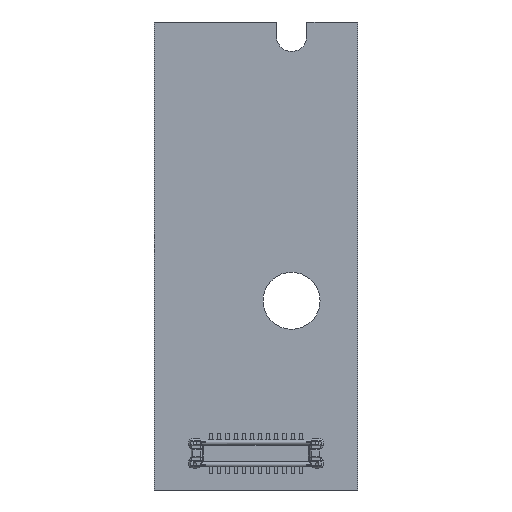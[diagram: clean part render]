
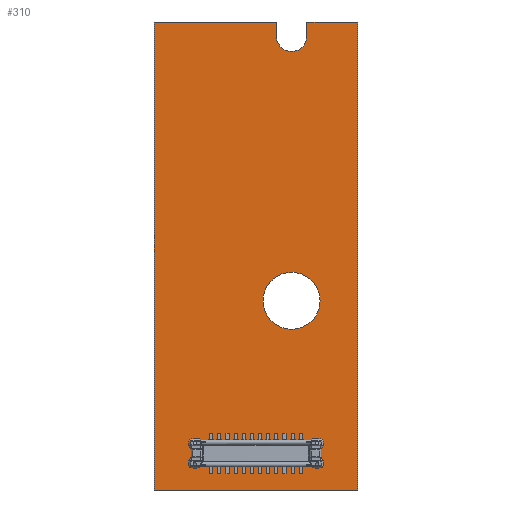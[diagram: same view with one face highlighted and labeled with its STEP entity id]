
A CAD part, front view. The second image highlights one B-rep face of the part: STEP entity #310.
In plain terms, the highlighted planar face has unit normal (0, -1, 0).
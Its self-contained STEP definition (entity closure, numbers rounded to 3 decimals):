
#25=DIRECTION('',(0.,0.,-1.));
#26=VECTOR('',#25,0.7);
#27=CARTESIAN_POINT('',(6.,0.,0.));
#28=LINE('',#27,#26);
#32=CARTESIAN_POINT('',(6.75,0.,-0.7));
#33=DIRECTION('',(0.,1.,0.));
#34=DIRECTION('',(1.,0.,0.));
#35=AXIS2_PLACEMENT_3D('',#32,#33,#34);
#40=DIRECTION('',(0.,0.,-1.));
#41=VECTOR('',#40,0.7);
#42=CARTESIAN_POINT('',(7.5,0.,0.));
#43=LINE('',#42,#41);
#47=DIRECTION('',(1.,0.,0.));
#48=VECTOR('',#47,2.5);
#49=CARTESIAN_POINT('',(7.5,0.,0.));
#50=LINE('',#49,#48);
#54=DIRECTION('',(0.,0.,-1.));
#55=VECTOR('',#54,23.);
#56=CARTESIAN_POINT('',(10.,0.,0.));
#57=LINE('',#56,#55);
#61=DIRECTION('',(-1.,0.,0.));
#62=VECTOR('',#61,10.);
#63=CARTESIAN_POINT('',(10.,0.,-23.));
#64=LINE('',#63,#62);
#68=DIRECTION('',(0.,0.,1.));
#69=VECTOR('',#68,23.);
#70=CARTESIAN_POINT('',(0.,0.,-23.));
#71=LINE('',#70,#69);
#75=DIRECTION('',(1.,0.,0.));
#76=VECTOR('',#75,6.);
#77=CARTESIAN_POINT('',(0.,0.,0.));
#78=LINE('',#77,#76);
#82=CARTESIAN_POINT('',(6.75,0.,-13.7));
#83=DIRECTION('',(0.,1.,0.));
#84=DIRECTION('',(1.,0.,0.));
#85=AXIS2_PLACEMENT_3D('',#82,#83,#84);
#90=CARTESIAN_POINT('',(6.75,0.,-13.7));
#91=DIRECTION('',(0.,1.,0.));
#92=DIRECTION('',(-1.,0.,0.));
#93=AXIS2_PLACEMENT_3D('',#90,#91,#92);
#241=CARTESIAN_POINT('',(10.,0.,0.));
#242=CARTESIAN_POINT('',(10.,0.,-23.));
#243=VERTEX_POINT('',#241);
#244=VERTEX_POINT('',#242);
#245=CARTESIAN_POINT('',(0.,0.,-23.));
#246=VERTEX_POINT('',#245);
#247=CARTESIAN_POINT('',(0.,0.,0.));
#248=VERTEX_POINT('',#247);
#257=CARTESIAN_POINT('',(6.,0.,0.));
#258=CARTESIAN_POINT('',(6.,0.,-0.7));
#259=VERTEX_POINT('',#257);
#260=VERTEX_POINT('',#258);
#261=CARTESIAN_POINT('',(7.5,0.,0.));
#262=CARTESIAN_POINT('',(7.5,0.,-0.7));
#263=VERTEX_POINT('',#261);
#264=VERTEX_POINT('',#262);
#273=CARTESIAN_POINT('',(8.15,0.,-13.7));
#274=CARTESIAN_POINT('',(5.35,0.,-13.7));
#275=VERTEX_POINT('',#273);
#276=VERTEX_POINT('',#274);
#281=CARTESIAN_POINT('',(0.,0.,0.));
#282=DIRECTION('',(0.,1.,0.));
#283=DIRECTION('',(1.,0.,0.));
#284=AXIS2_PLACEMENT_3D('',#281,#282,#283);
#285=PLANE('',#284);
#287=ORIENTED_EDGE('',*,*,#286,.T.);
#289=ORIENTED_EDGE('',*,*,#288,.F.);
#291=ORIENTED_EDGE('',*,*,#290,.F.);
#293=ORIENTED_EDGE('',*,*,#292,.T.);
#295=ORIENTED_EDGE('',*,*,#294,.T.);
#297=ORIENTED_EDGE('',*,*,#296,.T.);
#299=ORIENTED_EDGE('',*,*,#298,.T.);
#301=ORIENTED_EDGE('',*,*,#300,.T.);
#302=EDGE_LOOP('',(#287,#289,#291,#293,#295,#297,#299,#301));
#303=FACE_OUTER_BOUND('',#302,.F.);
#305=ORIENTED_EDGE('',*,*,#304,.F.);
#307=ORIENTED_EDGE('',*,*,#306,.F.);
#308=EDGE_LOOP('',(#305,#307));
#309=FACE_BOUND('',#308,.F.);
#36=CIRCLE('',#35,0.75);
#86=CIRCLE('',#85,1.4);
#94=CIRCLE('',#93,1.4);
#286=EDGE_CURVE('',#259,#260,#28,.T.);
#288=EDGE_CURVE('',#264,#260,#36,.T.);
#290=EDGE_CURVE('',#263,#264,#43,.T.);
#292=EDGE_CURVE('',#263,#243,#50,.T.);
#294=EDGE_CURVE('',#243,#244,#57,.T.);
#296=EDGE_CURVE('',#244,#246,#64,.T.);
#298=EDGE_CURVE('',#246,#248,#71,.T.);
#300=EDGE_CURVE('',#248,#259,#78,.T.);
#304=EDGE_CURVE('',#275,#276,#86,.T.);
#306=EDGE_CURVE('',#276,#275,#94,.T.);
#310=ADVANCED_FACE('',(#303,#309),#285,.F.);
